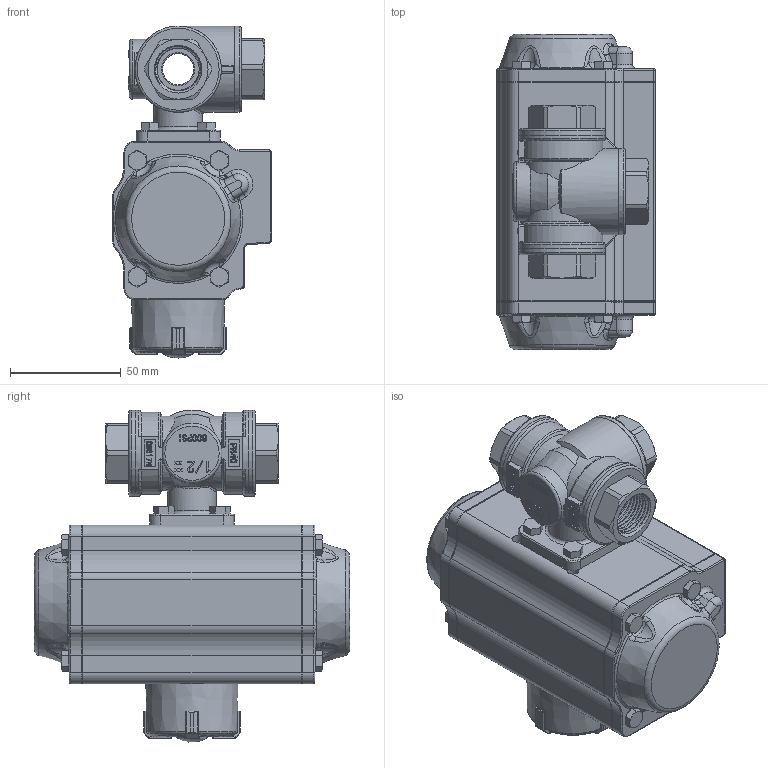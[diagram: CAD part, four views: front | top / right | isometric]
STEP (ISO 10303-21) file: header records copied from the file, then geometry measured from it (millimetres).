
FILE_DESCRIPTION(/* description */ ('Unknown','CAx-IF Rec.Pracs.---Representation and Presentation of Product Manufacturing Information (PMI)---4.0---2014-10-13','CAx-IF Rec.Pracs.---3D Tessellated Geometry---0.4---2014-09-14','2;1'),/* implementation_level */ '2;1');
FILE_NAME(/* name */ 'DW02 0837_0838-04',/* time_stamp */ '2023-10-31T09:14:27+01:00',/* author */ ('Unknown'),/* organization */ ('Unknown'),/* preprocessor_version */ 'ST-DEVELOPER v18.102',/* originating_system */ 'Solid Edge',/* authorisation */ 'Unknown');
FILE_SCHEMA (('AP242_MANAGED_MODEL_BASED_3D_ENGINEERING_MIM_LF { 1 0 10303 442 1 1 4 }'));
Products named in the file (12): DW02 0837_0838-04; 2.330_335.015; 002; 005; 001; DIN558 M5x12; DW02_FR01_(DW20_FR15); KP-50; cup head square neck bolts grade b gb_GB_FASTENER_BOLT_CHSNBSHB M6X25
-N; ________(___________; _____________; ______
Assembly tree (17 placements, depth 3):
  DW02 0837_0838-04
    2.330_335.015
      002  x3
      005
      001
    DIN558 M5x12  x3
    DW02_FR01_(DW20_FR15)
      KP-50
      cup head square neck bolts grade b gb_GB_FASTENER_BOLT_CHSNBSHB M6X25
-N
      ________(___________  x2
      _____________  x2
      ______
Bounding box: 71.5 x 142.2 x 149.82 mm (x, y, z)
Volume: 639060.2 mm3; surface area: 99992.4 mm2
Topology: 15 solids, 15 shells, 1627 faces, 4076 edges, 2530 vertices
Faces by surface type: plane 627, cylinder 422, bspline 235, cone 199, torus 132, sphere 12
Full cylindrical faces by diameter (mm): 2.1 x2, 3 x16, 3.3 x8, 4.2 x13, 5 x8, 6 x4, 6.2 x1, 8 x2, 8.8 x2, 11 x4, 11.7 x1, 13 x1, 13.9 x1, 14 x5, 14.2 x1, 15.9 x1, 19 x24, 20 x1, 22 x1, 23 x4, 23.5 x1, 27 x1, 28 x3, 30.5 x2, 31 x3, 31.5 x4, 33.5 x3, 38.5 x1, 39 x6
Entity records: 55985 total; most frequent: CARTESIAN_POINT 25700, ORIENTED_EDGE 6330, DIRECTION 5750, EDGE_CURVE 3165, AXIS2_PLACEMENT_3D 2107, VERTEX_POINT 2071, FACE_BOUND 1612, EDGE_LOOP 1593
